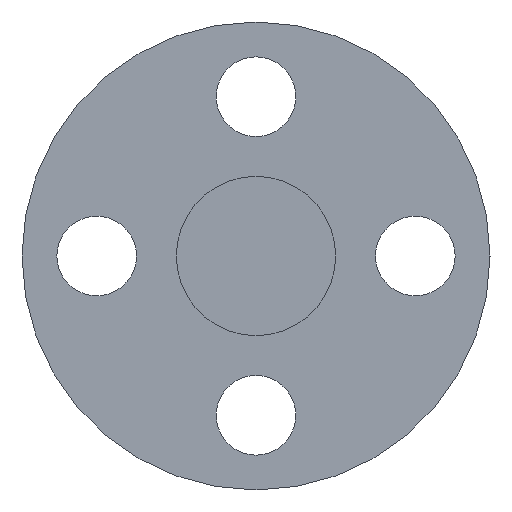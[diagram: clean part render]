
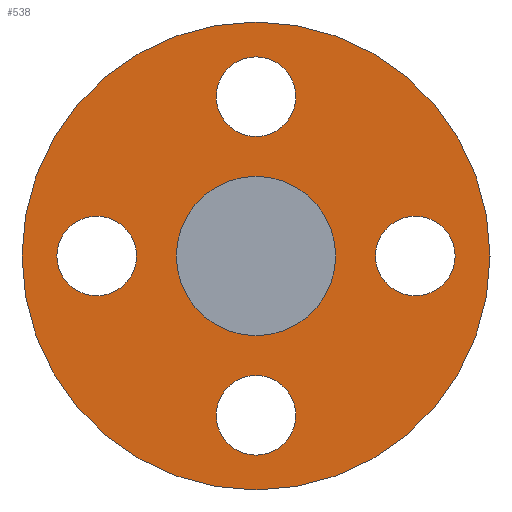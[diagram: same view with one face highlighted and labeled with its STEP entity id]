
A CAD part, left-side view. The second image highlights one B-rep face of the part: STEP entity #538.
In plain terms, the highlighted planar face has unit normal (-1, 0, 0).
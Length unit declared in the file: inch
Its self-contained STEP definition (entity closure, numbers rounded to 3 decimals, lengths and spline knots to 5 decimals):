
#9 = EDGE_LOOP ( 'NONE', ( #130, #460 ) ) ;
#14 = ORIENTED_EDGE ( 'NONE', *, *, #490, .F. ) ;
#15 = EDGE_CURVE ( 'NONE', #188, #413, #20, .T. ) ;
#18 = CARTESIAN_POINT ( 'NONE',  ( 0.25, -2.5, 0. ) ) ;
#19 = CIRCLE ( 'NONE', #45, 2.9375 ) ;
#20 = CIRCLE ( 'NONE', #239, 0.5 ) ;
#22 = CARTESIAN_POINT ( 'NONE',  ( 0.25, 0., 0. ) ) ;
#24 = EDGE_LOOP ( 'NONE', ( #214, #284 ) ) ;
#28 = CIRCLE ( 'NONE', #520, 0.5 ) ;
#29 = AXIS2_PLACEMENT_3D ( 'NONE', #411, #274, #369 ) ;
#35 = EDGE_CURVE ( 'NONE', #322, #51, #114, .T. ) ;
#38 = CARTESIAN_POINT ( 'NONE',  ( 0.25, 0., 0. ) ) ;
#45 = AXIS2_PLACEMENT_3D ( 'NONE', #123, #294, #127 ) ;
#50 = DIRECTION ( 'NONE',  ( 0., 0., -1. ) ) ;
#51 = VERTEX_POINT ( 'NONE', #18 ) ;
#53 = CIRCLE ( 'NONE', #195, 0.5 ) ;
#54 = AXIS2_PLACEMENT_3D ( 'NONE', #38, #470, #253 ) ;
#55 = EDGE_LOOP ( 'NONE', ( #417, #14 ) ) ;
#57 = EDGE_CURVE ( 'NONE', #51, #322, #515, .T. ) ;
#67 = ORIENTED_EDGE ( 'NONE', *, *, #503, .F. ) ;
#74 = CIRCLE ( 'NONE', #142, 1. ) ;
#78 = CARTESIAN_POINT ( 'NONE',  ( 0.25, 0., -2.9375 ) ) ;
#99 = VERTEX_POINT ( 'NONE', #78 ) ;
#103 = AXIS2_PLACEMENT_3D ( 'NONE', #225, #485, #365 ) ;
#104 = EDGE_LOOP ( 'NONE', ( #444, #226 ) ) ;
#114 = CIRCLE ( 'NONE', #29, 0.5 ) ;
#116 = DIRECTION ( 'NONE',  ( 0., 0., 1. ) ) ;
#123 = CARTESIAN_POINT ( 'NONE',  ( 0.25, 0., 0. ) ) ;
#127 = DIRECTION ( 'NONE',  ( 0., 0., 1. ) ) ;
#130 = ORIENTED_EDGE ( 'NONE', *, *, #338, .T. ) ;
#142 = AXIS2_PLACEMENT_3D ( 'NONE', #524, #265, #187 ) ;
#145 = VERTEX_POINT ( 'NONE', #165 ) ;
#148 = CARTESIAN_POINT ( 'NONE',  ( 0.25, 0., -2. ) ) ;
#153 = DIRECTION ( 'NONE',  ( -1., 0., 0. ) ) ;
#165 = CARTESIAN_POINT ( 'NONE',  ( 0.25, 0., 2.9375 ) ) ;
#168 = EDGE_CURVE ( 'NONE', #366, #275, #301, .T. ) ;
#170 = CARTESIAN_POINT ( 'NONE',  ( 0.25, 0., -2. ) ) ;
#173 = CIRCLE ( 'NONE', #486, 0.5 ) ;
#184 = CARTESIAN_POINT ( 'NONE',  ( 0.25, 0., 1.5 ) ) ;
#187 = DIRECTION ( 'NONE',  ( 0., 0., 1. ) ) ;
#188 = VERTEX_POINT ( 'NONE', #385 ) ;
#194 = FACE_BOUND ( 'NONE', #278, .T. ) ;
#195 = AXIS2_PLACEMENT_3D ( 'NONE', #204, #249, #423 ) ;
#204 = CARTESIAN_POINT ( 'NONE',  ( 0.25, 2., 0. ) ) ;
#210 = DIRECTION ( 'NONE',  ( -1., 0., 0. ) ) ;
#212 = ORIENTED_EDGE ( 'NONE', *, *, #57, .F. ) ;
#214 = ORIENTED_EDGE ( 'NONE', *, *, #248, .F. ) ;
#216 = CARTESIAN_POINT ( 'NONE',  ( 0.25, 0., -2.5 ) ) ;
#223 = DIRECTION ( 'NONE',  ( 0., 0., -1. ) ) ;
#225 = CARTESIAN_POINT ( 'NONE',  ( 0.25, -2., 0. ) ) ;
#226 = ORIENTED_EDGE ( 'NONE', *, *, #428, .F. ) ;
#227 = CARTESIAN_POINT ( 'NONE',  ( 0.25, 0., 2. ) ) ;
#236 = CARTESIAN_POINT ( 'NONE',  ( 0.25, 0., 2.5 ) ) ;
#239 = AXIS2_PLACEMENT_3D ( 'NONE', #530, #482, #314 ) ;
#246 = EDGE_CURVE ( 'NONE', #99, #145, #19, .T. ) ;
#248 = EDGE_CURVE ( 'NONE', #413, #188, #53, .T. ) ;
#249 = DIRECTION ( 'NONE',  ( -1., 0., 0. ) ) ;
#253 = DIRECTION ( 'NONE',  ( 0., 0., 1. ) ) ;
#255 = CIRCLE ( 'NONE', #54, 2.9375 ) ;
#265 = DIRECTION ( 'NONE',  ( -1., 0., 0. ) ) ;
#272 = DIRECTION ( 'NONE',  ( 0., 0., 1. ) ) ;
#274 = DIRECTION ( 'NONE',  ( -1., 0., 0. ) ) ;
#275 = VERTEX_POINT ( 'NONE', #216 ) ;
#276 = DIRECTION ( 'NONE',  ( -1., 0., 0. ) ) ;
#278 = EDGE_LOOP ( 'NONE', ( #495, #67 ) ) ;
#282 = VERTEX_POINT ( 'NONE', #512 ) ;
#283 = EDGE_CURVE ( 'NONE', #534, #282, #409, .T. ) ;
#284 = ORIENTED_EDGE ( 'NONE', *, *, #15, .F. ) ;
#294 = DIRECTION ( 'NONE',  ( -1., 0., 0. ) ) ;
#296 = CARTESIAN_POINT ( 'NONE',  ( 0.25, -1.5, 0. ) ) ;
#301 = CIRCLE ( 'NONE', #473, 0.5 ) ;
#308 = DIRECTION ( 'NONE',  ( 0., 0., 1. ) ) ;
#310 = DIRECTION ( 'NONE',  ( -1., 0., 0. ) ) ;
#314 = DIRECTION ( 'NONE',  ( 0., -1., 0. ) ) ;
#321 = CARTESIAN_POINT ( 'NONE',  ( 0.25, 0., 2. ) ) ;
#322 = VERTEX_POINT ( 'NONE', #296 ) ;
#328 = AXIS2_PLACEMENT_3D ( 'NONE', #227, #276, #50 ) ;
#338 = EDGE_CURVE ( 'NONE', #145, #99, #255, .T. ) ;
#343 = CARTESIAN_POINT ( 'NONE',  ( 0.25, 0., 0. ) ) ;
#344 = AXIS2_PLACEMENT_3D ( 'NONE', #22, #153, #532 ) ;
#365 = DIRECTION ( 'NONE',  ( 0., 1., 0. ) ) ;
#366 = VERTEX_POINT ( 'NONE', #429 ) ;
#369 = DIRECTION ( 'NONE',  ( 0., 1., 0. ) ) ;
#375 = AXIS2_PLACEMENT_3D ( 'NONE', #343, #396, #308 ) ;
#376 = CIRCLE ( 'NONE', #328, 0.5 ) ;
#385 = CARTESIAN_POINT ( 'NONE',  ( 0.25, 2., -0.5 ) ) ;
#396 = DIRECTION ( 'NONE',  ( -1., 0., 0. ) ) ;
#397 = FACE_OUTER_BOUND ( 'NONE', #9, .T. ) ;
#406 = EDGE_LOOP ( 'NONE', ( #212, #553 ) ) ;
#407 = VERTEX_POINT ( 'NONE', #184 ) ;
#409 = CIRCLE ( 'NONE', #375, 1. ) ;
#411 = CARTESIAN_POINT ( 'NONE',  ( 0.25, -2., 0. ) ) ;
#413 = VERTEX_POINT ( 'NONE', #476 ) ;
#417 = ORIENTED_EDGE ( 'NONE', *, *, #283, .F. ) ;
#423 = DIRECTION ( 'NONE',  ( 0., -1., 0. ) ) ;
#428 = EDGE_CURVE ( 'NONE', #407, #455, #173, .T. ) ;
#429 = CARTESIAN_POINT ( 'NONE',  ( 0.25, 0., -1.5 ) ) ;
#442 = PLANE ( 'NONE',  #344 ) ;
#444 = ORIENTED_EDGE ( 'NONE', *, *, #521, .F. ) ;
#449 = FACE_BOUND ( 'NONE', #406, .T. ) ;
#455 = VERTEX_POINT ( 'NONE', #236 ) ;
#460 = ORIENTED_EDGE ( 'NONE', *, *, #246, .T. ) ;
#470 = DIRECTION ( 'NONE',  ( -1., 0., 0. ) ) ;
#473 = AXIS2_PLACEMENT_3D ( 'NONE', #170, #210, #116 ) ;
#476 = CARTESIAN_POINT ( 'NONE',  ( 0.25, 2., 0.5 ) ) ;
#481 = CARTESIAN_POINT ( 'NONE',  ( 0.25, 0., 1. ) ) ;
#482 = DIRECTION ( 'NONE',  ( -1., 0., 0. ) ) ;
#484 = FACE_BOUND ( 'NONE', #55, .T. ) ;
#485 = DIRECTION ( 'NONE',  ( -1., 0., 0. ) ) ;
#486 = AXIS2_PLACEMENT_3D ( 'NONE', #321, #529, #223 ) ;
#488 = FACE_BOUND ( 'NONE', #104, .T. ) ;
#490 = EDGE_CURVE ( 'NONE', #282, #534, #74, .T. ) ;
#491 = FACE_BOUND ( 'NONE', #24, .T. ) ;
#495 = ORIENTED_EDGE ( 'NONE', *, *, #168, .F. ) ;
#503 = EDGE_CURVE ( 'NONE', #275, #366, #28, .T. ) ;
#512 = CARTESIAN_POINT ( 'NONE',  ( 0.25, 0., -1. ) ) ;
#515 = CIRCLE ( 'NONE', #103, 0.5 ) ;
#520 = AXIS2_PLACEMENT_3D ( 'NONE', #148, #310, #272 ) ;
#521 = EDGE_CURVE ( 'NONE', #455, #407, #376, .T. ) ;
#524 = CARTESIAN_POINT ( 'NONE',  ( 0.25, 0., 0. ) ) ;
#529 = DIRECTION ( 'NONE',  ( -1., 0., 0. ) ) ;
#530 = CARTESIAN_POINT ( 'NONE',  ( 0.25, 2., 0. ) ) ;
#532 = DIRECTION ( 'NONE',  ( 0., 0., 1. ) ) ;
#534 = VERTEX_POINT ( 'NONE', #481 ) ;
#538 = ADVANCED_FACE ( 'NONE', ( #491, #488, #449, #194, #397, #484 ), #442, .T. ) ;
#553 = ORIENTED_EDGE ( 'NONE', *, *, #35, .F. ) ;
